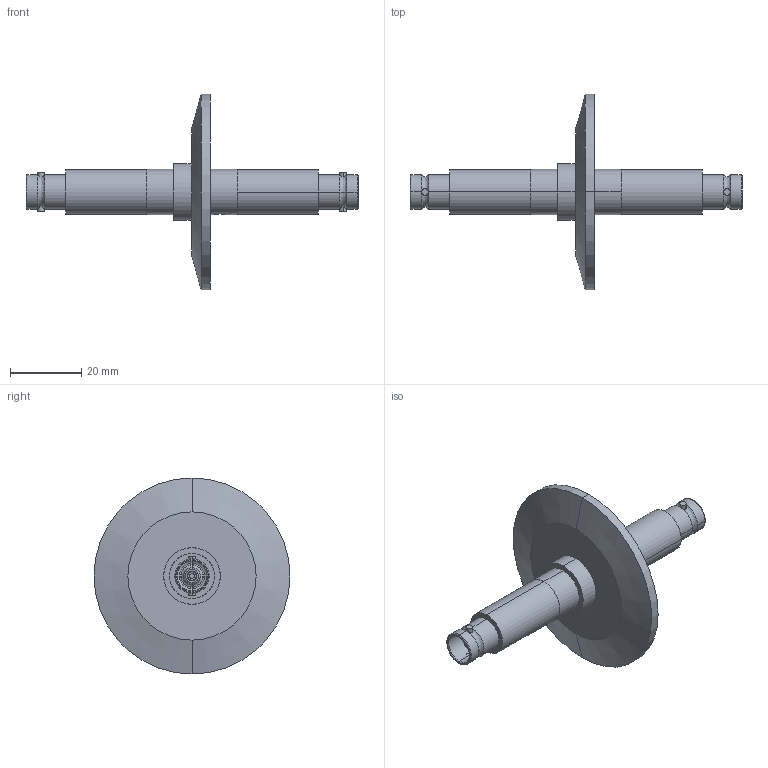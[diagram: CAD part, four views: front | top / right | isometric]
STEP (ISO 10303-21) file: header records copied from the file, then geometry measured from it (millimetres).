
FILE_DESCRIPTION (( 'STEP AP203' ), '1' );
FILE_NAME ('A0478-3-QF.STEP', '2013-05-10T14:12:48', ( '' ), ( '' ), 'SwSTEP 2.0', 'SolidWorks 2012', '' );
FILE_SCHEMA (( 'CONFIG_CONTROL_DESIGN' ));
Length unit declared in the file: inch
Products named in the file (1): A0478-3-QF
Bounding box: 92.96 x 54.86 x 54.86 mm (x, y, z)
Volume: 14399.8 mm3; surface area: 15895.9 mm2
Topology: 1 solids, 1 shells, 296 faces, 741 edges, 466 vertices
Faces by surface type: cylinder 129, plane 89, cone 46, bspline 32
Entity records: 9808 total; most frequent: CARTESIAN_POINT 2580, DIRECTION 1583, ORIENTED_EDGE 1474, EDGE_CURVE 737, AXIS2_PLACEMENT_3D 653, VERTEX_POINT 466, CIRCLE 388, EDGE_LOOP 335
